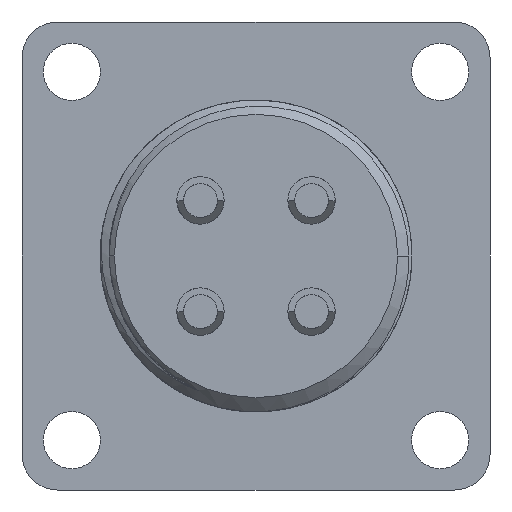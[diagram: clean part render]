
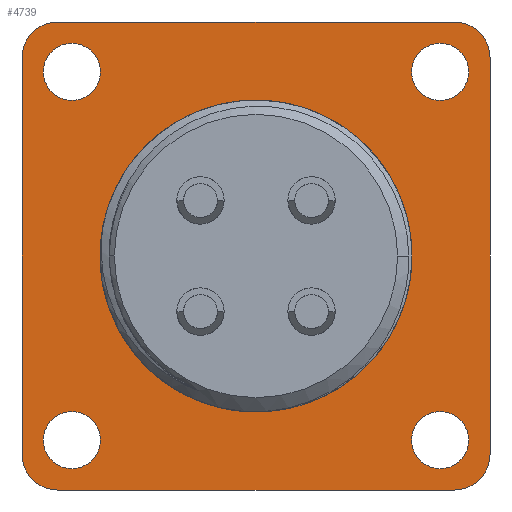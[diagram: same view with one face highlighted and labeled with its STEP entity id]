
A CAD part, front view. The second image highlights one B-rep face of the part: STEP entity #4739.
In plain terms, the highlighted planar face has unit normal (0, -1, 0).
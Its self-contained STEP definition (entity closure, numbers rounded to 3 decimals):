
#474=CARTESIAN_POINT('',(-11.1,-2.3,-11.1));
#475=DIRECTION('',(0.,-1.,0.));
#476=DIRECTION('',(-1.,0.,0.));
#477=AXIS2_PLACEMENT_3D('',#474,#475,#476);
#479=DIRECTION('',(0.,0.,-1.));
#480=VECTOR('',#479,22.2);
#481=CARTESIAN_POINT('',(-13.1,-2.3,11.1));
#482=LINE('',#481,#480);
#483=CARTESIAN_POINT('',(-11.1,-2.3,11.1));
#484=DIRECTION('',(0.,-1.,0.));
#485=DIRECTION('',(0.,0.,1.));
#486=AXIS2_PLACEMENT_3D('',#483,#484,#485);
#488=DIRECTION('',(-1.,0.,0.));
#489=VECTOR('',#488,22.2);
#490=CARTESIAN_POINT('',(11.1,-2.3,13.1));
#491=LINE('',#490,#489);
#492=CARTESIAN_POINT('',(11.1,-2.3,11.1));
#493=DIRECTION('',(0.,-1.,0.));
#494=DIRECTION('',(1.,0.,0.));
#495=AXIS2_PLACEMENT_3D('',#492,#493,#494);
#497=DIRECTION('',(0.,0.,1.));
#498=VECTOR('',#497,22.2);
#499=CARTESIAN_POINT('',(13.1,-2.3,-11.1));
#500=LINE('',#499,#498);
#501=CARTESIAN_POINT('',(11.1,-2.3,-11.1));
#502=DIRECTION('',(0.,-1.,0.));
#503=DIRECTION('',(0.,0.,-1.));
#504=AXIS2_PLACEMENT_3D('',#501,#502,#503);
#506=DIRECTION('',(1.,0.,0.));
#507=VECTOR('',#506,22.2);
#508=CARTESIAN_POINT('',(-11.1,-2.3,-13.1));
#509=LINE('',#508,#507);
#510=CARTESIAN_POINT('',(-10.31,-2.3,10.31));
#511=DIRECTION('',(0.,1.,0.));
#512=DIRECTION('',(0.,0.,1.));
#513=AXIS2_PLACEMENT_3D('',#510,#511,#512);
#515=CARTESIAN_POINT('',(-10.31,-2.3,10.31));
#516=DIRECTION('',(0.,1.,0.));
#517=DIRECTION('',(0.,0.,-1.));
#518=AXIS2_PLACEMENT_3D('',#515,#516,#517);
#520=CARTESIAN_POINT('',(10.31,-2.3,10.31));
#521=DIRECTION('',(0.,1.,0.));
#522=DIRECTION('',(0.,0.,1.));
#523=AXIS2_PLACEMENT_3D('',#520,#521,#522);
#525=CARTESIAN_POINT('',(10.31,-2.3,10.31));
#526=DIRECTION('',(0.,1.,0.));
#527=DIRECTION('',(0.,0.,-1.));
#528=AXIS2_PLACEMENT_3D('',#525,#526,#527);
#530=CARTESIAN_POINT('',(10.31,-2.3,-10.31));
#531=DIRECTION('',(0.,1.,0.));
#532=DIRECTION('',(0.,0.,1.));
#533=AXIS2_PLACEMENT_3D('',#530,#531,#532);
#535=CARTESIAN_POINT('',(10.31,-2.3,-10.31));
#536=DIRECTION('',(0.,1.,0.));
#537=DIRECTION('',(0.,0.,-1.));
#538=AXIS2_PLACEMENT_3D('',#535,#536,#537);
#540=CARTESIAN_POINT('',(-10.31,-2.3,-10.31));
#541=DIRECTION('',(0.,1.,0.));
#542=DIRECTION('',(0.,0.,1.));
#543=AXIS2_PLACEMENT_3D('',#540,#541,#542);
#545=CARTESIAN_POINT('',(-10.31,-2.3,-10.31));
#546=DIRECTION('',(0.,1.,0.));
#547=DIRECTION('',(0.,0.,-1.));
#548=AXIS2_PLACEMENT_3D('',#545,#546,#547);
#550=CARTESIAN_POINT('',(0.,-2.3,0.));
#551=DIRECTION('',(0.,1.,0.));
#552=DIRECTION('',(-1.,0.,0.));
#553=AXIS2_PLACEMENT_3D('',#550,#551,#552);
#555=CARTESIAN_POINT('',(0.,-2.3,0.));
#556=DIRECTION('',(0.,1.,0.));
#557=DIRECTION('',(1.,0.,0.));
#558=AXIS2_PLACEMENT_3D('',#555,#556,#557);
#3821=CARTESIAN_POINT('',(-10.31,-2.3,11.91));
#3822=CARTESIAN_POINT('',(-10.31,-2.3,8.71));
#3823=VERTEX_POINT('',#3821);
#3824=VERTEX_POINT('',#3822);
#3825=CARTESIAN_POINT('',(10.31,-2.3,11.91));
#3826=CARTESIAN_POINT('',(10.31,-2.3,8.71));
#3827=VERTEX_POINT('',#3825);
#3828=VERTEX_POINT('',#3826);
#3829=CARTESIAN_POINT('',(10.31,-2.3,-8.71));
#3830=CARTESIAN_POINT('',(10.31,-2.3,-11.91));
#3831=VERTEX_POINT('',#3829);
#3832=VERTEX_POINT('',#3830);
#3833=CARTESIAN_POINT('',(-10.31,-2.3,-8.71));
#3834=CARTESIAN_POINT('',(-10.31,-2.3,-11.91));
#3835=VERTEX_POINT('',#3833);
#3836=VERTEX_POINT('',#3834);
#3837=CARTESIAN_POINT('',(-13.1,-2.3,-11.1));
#3838=CARTESIAN_POINT('',(-11.1,-2.3,-13.1));
#3839=VERTEX_POINT('',#3837);
#3840=VERTEX_POINT('',#3838);
#3841=CARTESIAN_POINT('',(11.1,-2.3,-13.1));
#3842=VERTEX_POINT('',#3841);
#3843=CARTESIAN_POINT('',(13.1,-2.3,-11.1));
#3844=VERTEX_POINT('',#3843);
#3845=CARTESIAN_POINT('',(13.1,-2.3,11.1));
#3846=VERTEX_POINT('',#3845);
#3847=CARTESIAN_POINT('',(11.1,-2.3,13.1));
#3848=VERTEX_POINT('',#3847);
#3849=CARTESIAN_POINT('',(-11.1,-2.3,13.1));
#3850=VERTEX_POINT('',#3849);
#3851=CARTESIAN_POINT('',(-13.1,-2.3,11.1));
#3852=VERTEX_POINT('',#3851);
#3866=CARTESIAN_POINT('',(8.732,-2.3,0.));
#3868=VERTEX_POINT('',#3866);
#3899=CARTESIAN_POINT('',(-8.732,-2.3,0.));
#3900=VERTEX_POINT('',#3899);
#4694=CARTESIAN_POINT('',(0.,-2.3,0.));
#4695=DIRECTION('',(0.,-1.,0.));
#4696=DIRECTION('',(0.,0.,1.));
#4697=AXIS2_PLACEMENT_3D('',#4694,#4695,#4696);
#4698=PLANE('',#4697);
#4699=ORIENTED_EDGE('',*,*,#4590,.F.);
#4700=ORIENTED_EDGE('',*,*,#4605,.F.);
#4701=ORIENTED_EDGE('',*,*,#4619,.F.);
#4702=ORIENTED_EDGE('',*,*,#4633,.F.);
#4703=ORIENTED_EDGE('',*,*,#4647,.F.);
#4704=ORIENTED_EDGE('',*,*,#4661,.F.);
#4705=ORIENTED_EDGE('',*,*,#4675,.F.);
#4706=ORIENTED_EDGE('',*,*,#4688,.F.);
#4707=EDGE_LOOP('',(#4699,#4700,#4701,#4702,#4703,#4704,#4705,#4706));
#4708=FACE_OUTER_BOUND('',#4707,.F.);
#4710=ORIENTED_EDGE('',*,*,#4709,.F.);
#4712=ORIENTED_EDGE('',*,*,#4711,.F.);
#4713=EDGE_LOOP('',(#4710,#4712));
#4714=FACE_BOUND('',#4713,.F.);
#4716=ORIENTED_EDGE('',*,*,#4715,.F.);
#4718=ORIENTED_EDGE('',*,*,#4717,.F.);
#4719=EDGE_LOOP('',(#4716,#4718));
#4720=FACE_BOUND('',#4719,.F.);
#4722=ORIENTED_EDGE('',*,*,#4721,.F.);
#4724=ORIENTED_EDGE('',*,*,#4723,.F.);
#4725=EDGE_LOOP('',(#4722,#4724));
#4726=FACE_BOUND('',#4725,.F.);
#4728=ORIENTED_EDGE('',*,*,#4727,.F.);
#4730=ORIENTED_EDGE('',*,*,#4729,.F.);
#4731=EDGE_LOOP('',(#4728,#4730));
#4732=FACE_BOUND('',#4731,.F.);
#4734=ORIENTED_EDGE('',*,*,#4733,.F.);
#4736=ORIENTED_EDGE('',*,*,#4735,.F.);
#4737=EDGE_LOOP('',(#4734,#4736));
#4738=FACE_BOUND('',#4737,.F.);
#4739=ADVANCED_FACE('',(#4708,#4714,#4720,#4726,#4732,#4738),#4698,.T.);
#478=CIRCLE('',#477,2.);
#487=CIRCLE('',#486,2.);
#496=CIRCLE('',#495,2.);
#505=CIRCLE('',#504,2.);
#514=CIRCLE('',#513,1.6);
#519=CIRCLE('',#518,1.6);
#524=CIRCLE('',#523,1.6);
#529=CIRCLE('',#528,1.6);
#534=CIRCLE('',#533,1.6);
#539=CIRCLE('',#538,1.6);
#544=CIRCLE('',#543,1.6);
#549=CIRCLE('',#548,1.6);
#554=CIRCLE('',#553,8.732);
#559=CIRCLE('',#558,8.732);
#4590=EDGE_CURVE('',#3839,#3840,#478,.T.);
#4605=EDGE_CURVE('',#3852,#3839,#482,.T.);
#4619=EDGE_CURVE('',#3850,#3852,#487,.T.);
#4633=EDGE_CURVE('',#3848,#3850,#491,.T.);
#4647=EDGE_CURVE('',#3846,#3848,#496,.T.);
#4661=EDGE_CURVE('',#3844,#3846,#500,.T.);
#4675=EDGE_CURVE('',#3842,#3844,#505,.T.);
#4688=EDGE_CURVE('',#3840,#3842,#509,.T.);
#4709=EDGE_CURVE('',#3823,#3824,#514,.T.);
#4711=EDGE_CURVE('',#3824,#3823,#519,.T.);
#4715=EDGE_CURVE('',#3827,#3828,#524,.T.);
#4717=EDGE_CURVE('',#3828,#3827,#529,.T.);
#4721=EDGE_CURVE('',#3831,#3832,#534,.T.);
#4723=EDGE_CURVE('',#3832,#3831,#539,.T.);
#4727=EDGE_CURVE('',#3835,#3836,#544,.T.);
#4729=EDGE_CURVE('',#3836,#3835,#549,.T.);
#4733=EDGE_CURVE('',#3900,#3868,#554,.T.);
#4735=EDGE_CURVE('',#3868,#3900,#559,.T.);
